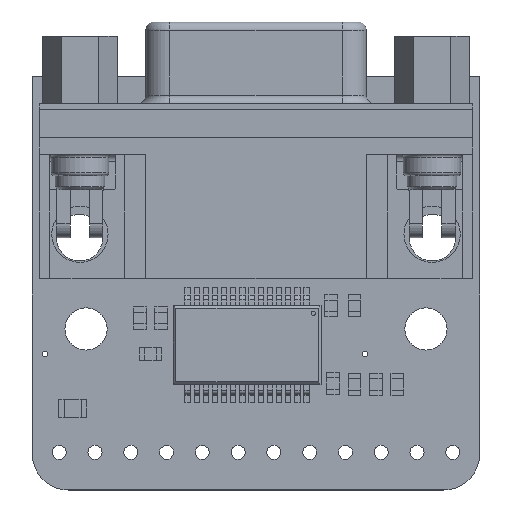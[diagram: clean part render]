
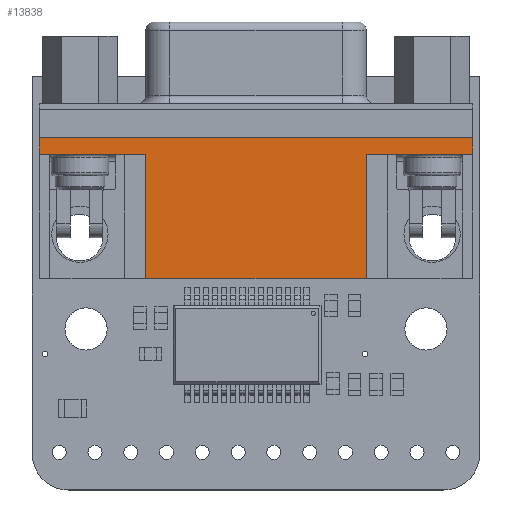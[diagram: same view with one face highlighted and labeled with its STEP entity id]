
A CAD part, top view. The second image highlights one B-rep face of the part: STEP entity #13838.
In plain terms, the highlighted planar face has unit normal (0, 0, 1).
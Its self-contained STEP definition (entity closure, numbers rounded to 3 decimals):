
#334=PLANE('',#14787);
#897=FACE_OUTER_BOUND('',#1748,.T.);
#1748=EDGE_LOOP('',(#9800,#9801,#9802,#9803,#9804,#9805,#9806,#9807));
#2551=LINE('',#20213,#4017);
#2555=LINE('',#20222,#4021);
#2565=LINE('',#20239,#4031);
#2576=LINE('',#20260,#4042);
#2626=LINE('',#20395,#4092);
#2691=LINE('',#20606,#4157);
#2692=LINE('',#20608,#4158);
#2693=LINE('',#20609,#4159);
#4017=VECTOR('',#16253,1000.);
#4021=VECTOR('',#16259,1000.);
#4031=VECTOR('',#16271,1000.);
#4042=VECTOR('',#16284,1000.);
#4092=VECTOR('',#16388,1000.);
#4157=VECTOR('',#16637,1000.);
#4158=VECTOR('',#16640,1000.);
#4159=VECTOR('',#16641,1000.);
#5974=VERTEX_POINT('',#20210);
#5975=VERTEX_POINT('',#20212);
#5978=VERTEX_POINT('',#20219);
#5979=VERTEX_POINT('',#20221);
#5985=VERTEX_POINT('',#20237);
#5993=VERTEX_POINT('',#20257);
#5994=VERTEX_POINT('',#20259);
#6052=VERTEX_POINT('',#20393);
#7317=EDGE_CURVE('',#5974,#5975,#2551,.T.);
#7321=EDGE_CURVE('',#5979,#5978,#2555,.T.);
#7331=EDGE_CURVE('',#5985,#5978,#2565,.T.);
#7342=EDGE_CURVE('',#5994,#5993,#2576,.T.);
#7409=EDGE_CURVE('',#5974,#6052,#2626,.T.);
#7508=EDGE_CURVE('',#6052,#5979,#2691,.T.);
#7509=EDGE_CURVE('',#5975,#5993,#2692,.T.);
#7510=EDGE_CURVE('',#5994,#5985,#2693,.T.);
#9800=ORIENTED_EDGE('',*,*,#7509,.F.);
#9801=ORIENTED_EDGE('',*,*,#7317,.F.);
#9802=ORIENTED_EDGE('',*,*,#7409,.T.);
#9803=ORIENTED_EDGE('',*,*,#7508,.T.);
#9804=ORIENTED_EDGE('',*,*,#7321,.T.);
#9805=ORIENTED_EDGE('',*,*,#7331,.F.);
#9806=ORIENTED_EDGE('',*,*,#7510,.F.);
#9807=ORIENTED_EDGE('',*,*,#7342,.T.);
#13838=ADVANCED_FACE('',(#897),#334,.T.);
#14787=AXIS2_PLACEMENT_3D('',#20607,#16638,#16639);
#16253=DIRECTION('',(-1.,0.,0.));
#16259=DIRECTION('',(0.,-1.,0.));
#16271=DIRECTION('',(-1.,0.,0.));
#16284=DIRECTION('',(1.,0.,0.));
#16388=DIRECTION('',(0.,1.,0.));
#16637=DIRECTION('',(-1.,0.,0.));
#16638=DIRECTION('center_axis',(0.,0.,1.));
#16639=DIRECTION('ref_axis',(0.,1.,0.));
#16640=DIRECTION('',(0.,-1.,0.));
#16641=DIRECTION('',(0.,1.,0.));
#20210=CARTESIAN_POINT('',(15.4,5.9,10.053));
#20212=CARTESIAN_POINT('',(7.839,5.9,10.053));
#20213=CARTESIAN_POINT('',(15.4,5.9,10.053));
#20219=CARTESIAN_POINT('',(-15.4,5.9,10.053));
#20221=CARTESIAN_POINT('',(-15.4,7.1,10.053));
#20222=CARTESIAN_POINT('',(-15.4,7.1,10.053));
#20237=CARTESIAN_POINT('',(-7.839,5.9,10.053));
#20239=CARTESIAN_POINT('',(-7.839,5.9,10.053));
#20257=CARTESIAN_POINT('',(7.839,-2.9,10.053));
#20259=CARTESIAN_POINT('',(-7.839,-2.9,10.053));
#20260=CARTESIAN_POINT('',(-15.4,-2.9,10.053));
#20393=CARTESIAN_POINT('',(15.4,7.1,10.053));
#20395=CARTESIAN_POINT('',(15.4,-2.9,10.053));
#20606=CARTESIAN_POINT('',(15.4,7.1,10.053));
#20607=CARTESIAN_POINT('Origin',(15.4,7.1,10.053));
#20608=CARTESIAN_POINT('',(7.839,5.9,10.053));
#20609=CARTESIAN_POINT('',(-7.839,5.9,10.053));
